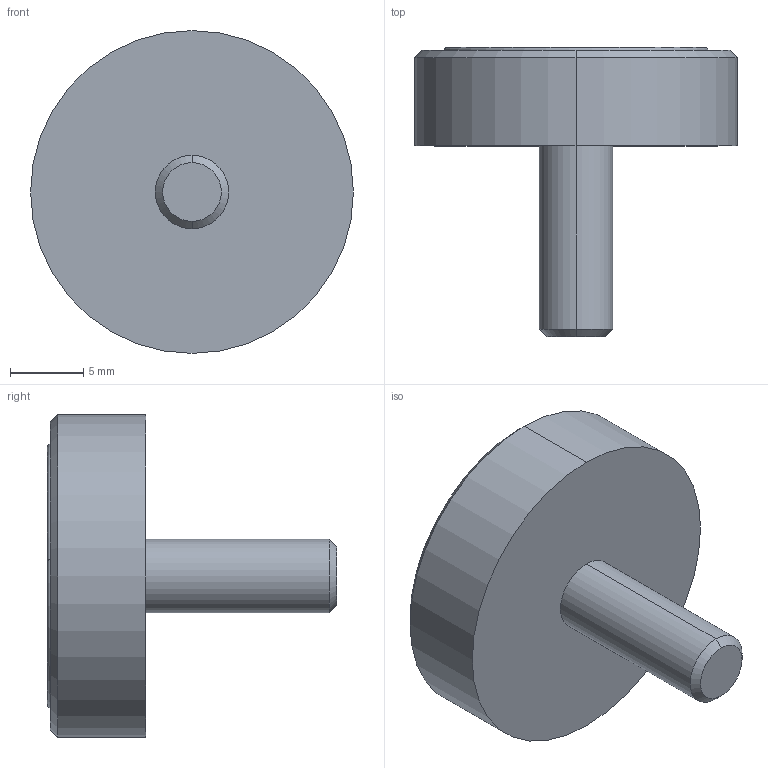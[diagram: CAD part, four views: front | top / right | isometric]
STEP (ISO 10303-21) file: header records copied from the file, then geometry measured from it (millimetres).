
FILE_DESCRIPTION (( 'STEP AP214' ), '1' );
FILE_NAME ('M613.STEP', '2021-12-30T13:16:26', ( '' ), ( '' ), 'SwSTEP 2.0', 'SolidWorks 2021', '' );
FILE_SCHEMA (( 'AUTOMOTIVE_DESIGN' ));
Length unit declared in the file: millimetre
Products named in the file (3): M613; MNDIAM018005x; Corpo_0-16
Assembly tree (2 placements, depth 2):
  M613
    Corpo_0-16
    MNDIAM018005x
Bounding box: 22 x 19.7 x 22 mm (x, y, z)
Volume: 2710.8 mm3; surface area: 2447.6 mm2
Topology: 2 solids, 2 shells, 22 faces, 40 edges, 24 vertices
Faces by surface type: cylinder 8, plane 6, cone 4, torus 4
Entity records: 658 total; most frequent: DIRECTION 122, CARTESIAN_POINT 91, ORIENTED_EDGE 80, AXIS2_PLACEMENT_3D 55, EDGE_CURVE 40, CIRCLE 28, EDGE_LOOP 24, VERTEX_POINT 24
